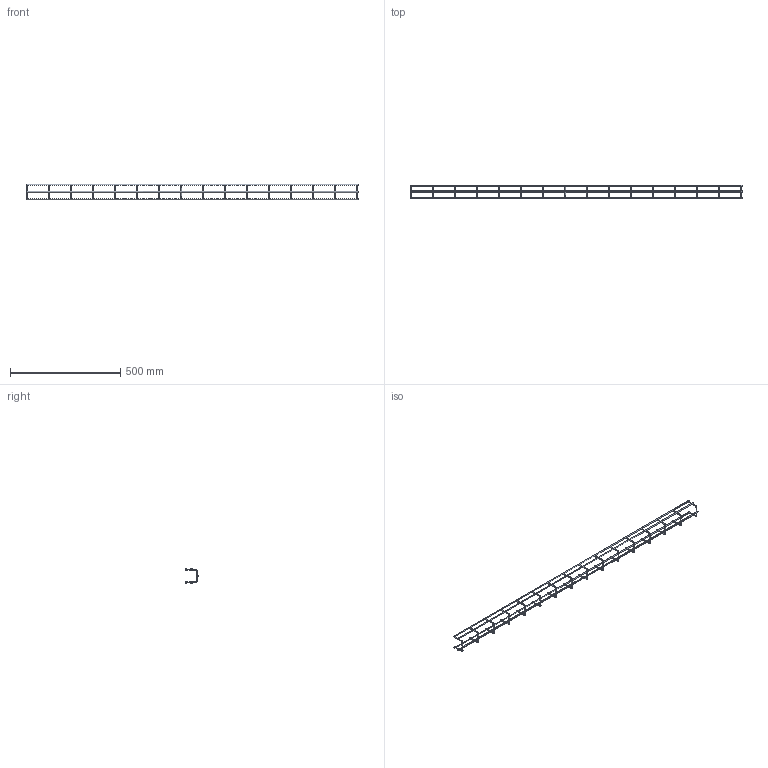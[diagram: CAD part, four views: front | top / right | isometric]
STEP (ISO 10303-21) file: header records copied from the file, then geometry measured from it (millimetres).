
FILE_DESCRIPTION (( 'STEP AP214' ), '1' );
FILE_NAME ('LCM550-5FT_3D.step', '2024-03-21T19:46:00', ( '' ), ( '' ), 'SwSTEP 2.0', 'SolidWorks 2022', '' );
FILE_SCHEMA (( 'AUTOMOTIVE_DESIGN' ));
Length unit declared in the file: millimetre
Products named in the file (1): LCM550-5FT_3D
Bounding box: 1505 x 60 x 70 mm (x, y, z)
Volume: 195877.7 mm3; surface area: 157570.9 mm2
Topology: 21 solids, 21 shells, 212 faces, 382 edges, 212 vertices
Faces by surface type: cylinder 106, torus 64, plane 42
Entity records: 5298 total; most frequent: CARTESIAN_POINT 1029, DIRECTION 936, ORIENTED_EDGE 764, AXIS2_PLACEMENT_3D 415, EDGE_CURVE 382, ADVANCED_FACE 212, FACE_OUTER_BOUND 212, VERTEX_POINT 212
